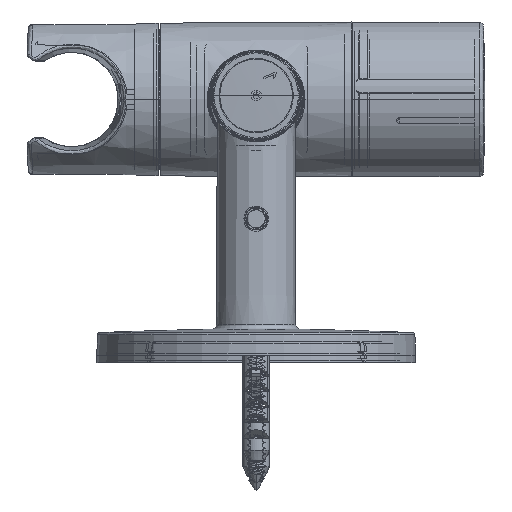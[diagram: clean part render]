
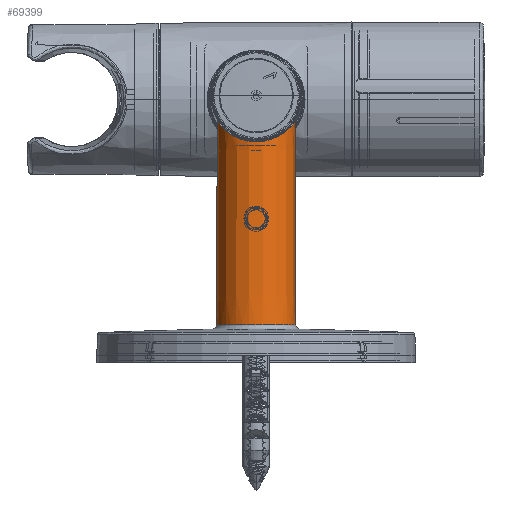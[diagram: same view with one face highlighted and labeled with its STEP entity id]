
A CAD part, top view. The second image highlights one B-rep face of the part: STEP entity #69399.
In plain terms, the highlighted conical face has half-angle 0.25 degrees and reference radius 8.635 mm.
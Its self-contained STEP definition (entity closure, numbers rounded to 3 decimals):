
#915=CARTESIAN_POINT('',(8.537,-5.551,450.));
#988=CARTESIAN_POINT('',(-8.537,-5.551,450.));
#26342=CARTESIAN_POINT('',(-8.537,-5.551,
450.));
#26343=CARTESIAN_POINT('',(-8.537,-5.551,
450.09));
#26344=CARTESIAN_POINT('',(-8.534,-5.556,
450.273));
#26345=CARTESIAN_POINT('',(-8.521,-5.575,
450.55));
#26346=CARTESIAN_POINT('',(-8.498,-5.609,
450.833));
#26347=CARTESIAN_POINT('',(-8.465,-5.658,
451.122));
#26348=CARTESIAN_POINT('',(-8.421,-5.722,
451.419));
#26349=CARTESIAN_POINT('',(-8.364,-5.803,
451.726));
#26350=CARTESIAN_POINT('',(-8.293,-5.903,
452.045));
#26351=CARTESIAN_POINT('',(-8.204,-6.022,
452.377));
#26352=CARTESIAN_POINT('',(-8.097,-6.163,
452.724));
#26353=CARTESIAN_POINT('',(-7.967,-6.326,
453.085));
#26354=CARTESIAN_POINT('',(-7.814,-6.511,
453.458));
#26355=CARTESIAN_POINT('',(-7.634,-6.716,
453.841));
#26356=CARTESIAN_POINT('',(-7.429,-6.938,
454.227));
#26357=CARTESIAN_POINT('',(-7.198,-7.172,
454.612));
#26358=CARTESIAN_POINT('',(-6.943,-7.414,
454.989));
#26359=CARTESIAN_POINT('',(-6.668,-7.657,
455.353));
#26360=CARTESIAN_POINT('',(-6.376,-7.896,
455.699));
#26361=CARTESIAN_POINT('',(-6.069,-8.129,
456.026));
#26362=CARTESIAN_POINT('',(-5.751,-8.352,
456.332));
#26363=CARTESIAN_POINT('',(-5.423,-8.563,
456.615));
#26364=CARTESIAN_POINT('',(-5.088,-8.762,
456.877));
#26365=CARTESIAN_POINT('',(-4.747,-8.946,
457.117));
#26366=CARTESIAN_POINT('',(-4.403,-9.117,
457.336));
#26367=CARTESIAN_POINT('',(-4.055,-9.273,
457.535));
#26368=CARTESIAN_POINT('',(-3.705,-9.415,
457.714));
#26369=CARTESIAN_POINT('',(-3.353,-9.543,
457.873));
#26370=CARTESIAN_POINT('',(-3.001,-9.657,
458.015));
#26371=CARTESIAN_POINT('',(-2.648,-9.757,
458.139));
#26372=CARTESIAN_POINT('',(-2.295,-9.844,
458.245));
#26373=CARTESIAN_POINT('',(-1.941,-9.918,
458.336));
#26374=CARTESIAN_POINT('',(-1.589,-9.979,
458.41));
#26375=CARTESIAN_POINT('',(-1.236,-10.027,
458.47));
#26376=CARTESIAN_POINT('',(-0.883,-10.064,
458.514));
#26377=CARTESIAN_POINT('',(-0.531,-10.088,
458.543));
#26378=CARTESIAN_POINT('',(-0.179,-10.1,
458.558));
#26379=CARTESIAN_POINT('',(0.173,-10.1,
458.558));
#26380=CARTESIAN_POINT('',(0.525,-10.088,
458.543));
#26381=CARTESIAN_POINT('',(0.877,-10.064,
458.514));
#26382=CARTESIAN_POINT('',(1.23,-10.028,
458.471));
#26383=CARTESIAN_POINT('',(1.583,-9.98,
458.412));
#26384=CARTESIAN_POINT('',(1.935,-9.919,
458.337));
#26385=CARTESIAN_POINT('',(2.288,-9.845,
458.247));
#26386=CARTESIAN_POINT('',(2.641,-9.759,
458.141));
#26387=CARTESIAN_POINT('',(2.994,-9.659,
458.017));
#26388=CARTESIAN_POINT('',(3.347,-9.545,
457.876));
#26389=CARTESIAN_POINT('',(3.699,-9.417,
457.717));
#26390=CARTESIAN_POINT('',(4.049,-9.276,
457.538));
#26391=CARTESIAN_POINT('',(4.397,-9.119,
457.34));
#26392=CARTESIAN_POINT('',(4.742,-8.949,
457.121));
#26393=CARTESIAN_POINT('',(5.083,-8.764,
456.881));
#26394=CARTESIAN_POINT('',(5.419,-8.566,
456.619));
#26395=CARTESIAN_POINT('',(5.747,-8.354,
456.335));
#26396=CARTESIAN_POINT('',(6.066,-8.131,
456.029));
#26397=CARTESIAN_POINT('',(6.373,-7.898,
455.702));
#26398=CARTESIAN_POINT('',(6.666,-7.658,
455.355));
#26399=CARTESIAN_POINT('',(6.942,-7.415,
454.991));
#26400=CARTESIAN_POINT('',(7.197,-7.173,
454.613));
#26401=CARTESIAN_POINT('',(7.428,-6.938,
454.228));
#26402=CARTESIAN_POINT('',(7.635,-6.716,
453.84));
#26403=CARTESIAN_POINT('',(7.814,-6.51,
453.457));
#26404=CARTESIAN_POINT('',(7.968,-6.325,
453.083));
#26405=CARTESIAN_POINT('',(8.097,-6.162,
452.722));
#26406=CARTESIAN_POINT('',(8.205,-6.022,
452.375));
#26407=CARTESIAN_POINT('',(8.293,-5.902,
452.043));
#26408=CARTESIAN_POINT('',(8.365,-5.803,
451.724));
#26409=CARTESIAN_POINT('',(8.422,-5.722,
451.417));
#26410=CARTESIAN_POINT('',(8.466,-5.658,
451.12));
#26411=CARTESIAN_POINT('',(8.499,-5.609,
450.831));
#26412=CARTESIAN_POINT('',(8.521,-5.575,
450.549));
#26413=CARTESIAN_POINT('',(8.534,-5.556,
450.272));
#26414=CARTESIAN_POINT('',(8.537,-5.551,
450.09));
#26415=CARTESIAN_POINT('',(8.537,-5.551,
450.));
#26417=DIRECTION('',(0.004,-1.,0.));
#26418=VECTOR('',#26417,44.688);
#26419=CARTESIAN_POINT('',(8.537,-5.551,
450.));
#26420=LINE('',#26419,#26418);
#26421=CARTESIAN_POINT('',(0.,-50.239,450.));
#26422=DIRECTION('',(0.,1.,0.));
#26423=DIRECTION('',(-1.,0.,0.));
#26424=AXIS2_PLACEMENT_3D('',#26421,#26422,#26423);
#26426=DIRECTION('',(-0.004,-1.,
0.));
#26427=VECTOR('',#26426,44.688);
#26428=CARTESIAN_POINT('',(-8.537,-5.551,
450.));
#26429=LINE('',#26428,#26427);
#40507=CARTESIAN_POINT('',(-8.732,-50.239,450.));
#40508=CARTESIAN_POINT('',(8.732,-50.239,450.));
#40509=VERTEX_POINT('',#40507);
#40510=VERTEX_POINT('',#40508);
#40527=VERTEX_POINT('',#915);
#40528=VERTEX_POINT('',#988);
#69388=CARTESIAN_POINT('',(0.,-27.895,450.));
#69389=DIRECTION('',(0.,-1.,0.));
#69390=DIRECTION('',(1.,0.,0.));
#69391=AXIS2_PLACEMENT_3D('',#69388,#69389,#69390);
#69392=CONICAL_SURFACE('',#69391,8.635,0.25);
#69393=ORIENTED_EDGE('',*,*,#69372,.T.);
#69394=ORIENTED_EDGE('',*,*,#44636,.T.);
#69395=ORIENTED_EDGE('',*,*,#44592,.F.);
#69396=ORIENTED_EDGE('',*,*,#44633,.F.);
#69397=EDGE_LOOP('',(#69393,#69394,#69395,#69396));
#69398=FACE_OUTER_BOUND('',#69397,.F.);
#69399=ADVANCED_FACE('',(#69398),#69392,.T.);
#26416=B_SPLINE_CURVE_WITH_KNOTS('',3,(#26342,#26343,#26344,#26345,#26346,
#26347,#26348,#26349,#26350,#26351,#26352,#26353,#26354,#26355,#26356,#26357,
#26358,#26359,#26360,#26361,#26362,#26363,#26364,#26365,#26366,#26367,#26368,
#26369,#26370,#26371,#26372,#26373,#26374,#26375,#26376,#26377,#26378,#26379,
#26380,#26381,#26382,#26383,#26384,#26385,#26386,#26387,#26388,#26389,#26390,
#26391,#26392,#26393,#26394,#26395,#26396,#26397,#26398,#26399,#26400,#26401,
#26402,#26403,#26404,#26405,#26406,#26407,#26408,#26409,#26410,#26411,#26412,
#26413,#26414,#26415),.UNSPECIFIED.,.F.,.F.,(4,1,1,1,1,1,1,1,1,1,1,1,1,1,1,1,1,
1,1,1,1,1,1,1,1,1,1,1,1,1,1,1,1,1,1,1,1,1,1,1,1,1,1,1,1,1,1,1,1,1,1,1,1,1,1,1,1,
1,1,1,1,1,1,1,1,1,1,1,1,1,1,4),(0.,0.014,0.028,
0.042,0.056,0.07,0.085,
0.099,0.113,0.127,0.141,
0.155,0.169,0.183,0.197,
0.211,0.225,0.239,0.254,
0.268,0.282,0.296,0.31,
0.324,0.338,0.352,0.366,
0.38,0.394,0.408,0.423,
0.437,0.451,0.465,0.479,
0.493,0.507,0.521,0.535,
0.549,0.563,0.577,0.592,
0.606,0.62,0.634,0.648,
0.662,0.676,0.69,0.704,
0.718,0.732,0.746,0.761,
0.775,0.789,0.803,0.817,
0.831,0.845,0.859,0.873,
0.887,0.901,0.915,0.93,
0.944,0.958,0.972,0.986,1.),
.UNSPECIFIED.);
#26425=CIRCLE('',#26424,8.732);
#44592=EDGE_CURVE('',#40509,#40510,#26425,.T.);
#44633=EDGE_CURVE('',#40528,#40509,#26429,.T.);
#44636=EDGE_CURVE('',#40527,#40510,#26420,.T.);
#69372=EDGE_CURVE('',#40528,#40527,#26416,.T.);
